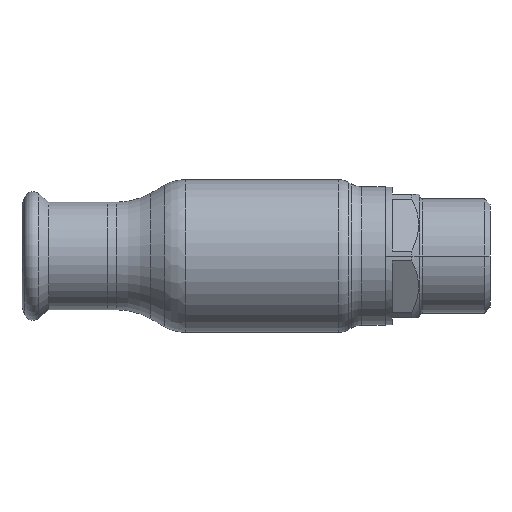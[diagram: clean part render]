
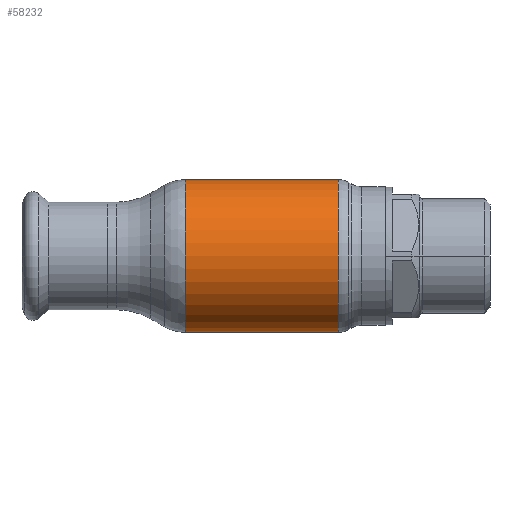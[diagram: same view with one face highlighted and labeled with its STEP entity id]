
A CAD part, front view. The second image highlights one B-rep face of the part: STEP entity #58232.
In plain terms, the highlighted cylindrical face has radius 22.25 mm (diameter 44.5 mm), a partial arc.
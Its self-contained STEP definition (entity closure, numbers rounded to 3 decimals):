
#4436 = CYLINDRICAL_SURFACE ( 'NONE', #36266, 22.25 ) ;
#5928 = CARTESIAN_POINT ( 'NONE',  ( 22.285, 0., -22.25 ) ) ;
#7328 = EDGE_CURVE ( 'NONE', #22833, #53853, #49725, .T. ) ;
#7811 = CARTESIAN_POINT ( 'NONE',  ( -62.69, 0., -22.25 ) ) ;
#9012 = DIRECTION ( 'NONE',  ( -1., 0., 0. ) ) ;
#9125 = DIRECTION ( 'NONE',  ( -1., 0., 0. ) ) ;
#9762 = ORIENTED_EDGE ( 'NONE', *, *, #7328, .F. ) ;
#11992 = DIRECTION ( 'NONE',  ( -1., 0., 0. ) ) ;
#12596 = ORIENTED_EDGE ( 'NONE', *, *, #14394, .T. ) ;
#12721 = EDGE_CURVE ( 'NONE', #22833, #34311, #16556, .T. ) ;
#13820 = CARTESIAN_POINT ( 'NONE',  ( -22.285, 0., -22.25 ) ) ;
#13872 = CARTESIAN_POINT ( 'NONE',  ( -62.69, 0., 0. ) ) ;
#14061 = EDGE_CURVE ( 'NONE', #53853, #28184, #21479, .T. ) ;
#14394 = EDGE_CURVE ( 'NONE', #34311, #28184, #21469, .T. ) ;
#14736 = CARTESIAN_POINT ( 'NONE',  ( 22.285, 0., 0. ) ) ;
#15031 = DIRECTION ( 'NONE',  ( 0., 0., 1. ) ) ;
#15292 = ORIENTED_EDGE ( 'NONE', *, *, #14061, .F. ) ;
#16556 = CIRCLE ( 'NONE', #58611, 22.25 ) ;
#18167 = DIRECTION ( 'NONE',  ( -1., 0., 0. ) ) ;
#19068 = FACE_OUTER_BOUND ( 'NONE', #56698, .T. ) ;
#19514 = VECTOR ( 'NONE', #11992, 1000. ) ;
#19891 = ORIENTED_EDGE ( 'NONE', *, *, #12721, .T. ) ;
#21469 = LINE ( 'NONE', #25166, #19514 ) ;
#21479 = CIRCLE ( 'NONE', #42029, 22.25 ) ;
#22833 = VERTEX_POINT ( 'NONE', #5928 ) ;
#25166 = CARTESIAN_POINT ( 'NONE',  ( -62.69, 0., 22.25 ) ) ;
#28184 = VERTEX_POINT ( 'NONE', #50301 ) ;
#30392 = CARTESIAN_POINT ( 'NONE',  ( 22.285, 0., 22.25 ) ) ;
#33141 = DIRECTION ( 'NONE',  ( -1., 0., 0. ) ) ;
#33311 = CARTESIAN_POINT ( 'NONE',  ( -22.285, 0., 0. ) ) ;
#33998 = DIRECTION ( 'NONE',  ( 0., 0., 1. ) ) ;
#34311 = VERTEX_POINT ( 'NONE', #30392 ) ;
#36266 = AXIS2_PLACEMENT_3D ( 'NONE', #13872, #18167, #33998 ) ;
#37512 = VECTOR ( 'NONE', #9012, 1000. ) ;
#42029 = AXIS2_PLACEMENT_3D ( 'NONE', #33311, #9125, #42189 ) ;
#42189 = DIRECTION ( 'NONE',  ( 0., 0., 1. ) ) ;
#49725 = LINE ( 'NONE', #7811, #37512 ) ;
#50301 = CARTESIAN_POINT ( 'NONE',  ( -22.285, 0., 22.25 ) ) ;
#53853 = VERTEX_POINT ( 'NONE', #13820 ) ;
#56698 = EDGE_LOOP ( 'NONE', ( #9762, #19891, #12596, #15292 ) ) ;
#58232 = ADVANCED_FACE ( 'NONE', ( #19068 ), #4436, .T. ) ;
#58611 = AXIS2_PLACEMENT_3D ( 'NONE', #14736, #33141, #15031 ) ;
